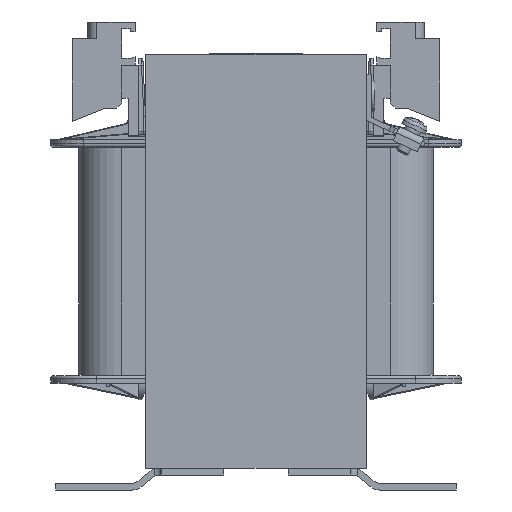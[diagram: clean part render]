
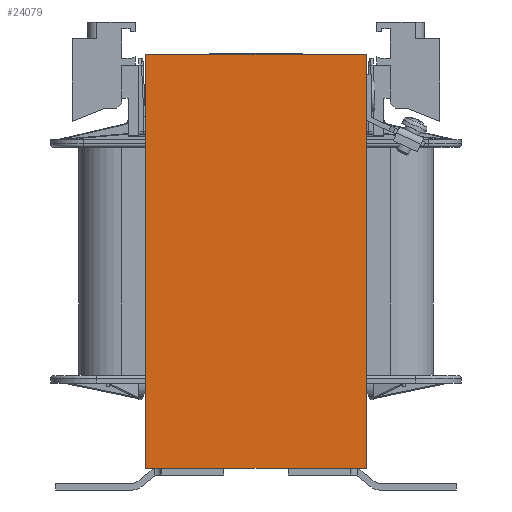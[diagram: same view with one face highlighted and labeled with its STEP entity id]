
A CAD part, left-side view. The second image highlights one B-rep face of the part: STEP entity #24079.
In plain terms, the highlighted planar face has unit normal (-1, 0, 0).
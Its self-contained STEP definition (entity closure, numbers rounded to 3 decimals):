
#2921=FACE_OUTER_BOUND('',#4157,.T.);
#4157=EDGE_LOOP('',(#16332,#16333,#16334,#16335,#16336,#16337,#16338,#16339));
#5435=LINE('',#33901,#7909);
#5450=LINE('',#33943,#7924);
#5476=LINE('',#34007,#7950);
#5477=LINE('',#34009,#7951);
#5478=LINE('',#34011,#7952);
#5479=LINE('',#34013,#7953);
#5480=LINE('',#34015,#7954);
#5481=LINE('',#34016,#7955);
#7909=VECTOR('',#27355,10.);
#7924=VECTOR('',#27384,10.);
#7950=VECTOR('',#27448,10.);
#7951=VECTOR('',#27449,10.);
#7952=VECTOR('',#27450,10.);
#7953=VECTOR('',#27451,10.);
#7954=VECTOR('',#27452,10.);
#7955=VECTOR('',#27453,10.);
#10383=VERTEX_POINT('',#33898);
#10384=VERTEX_POINT('',#33900);
#10404=VERTEX_POINT('',#33941);
#10423=VERTEX_POINT('',#34006);
#10424=VERTEX_POINT('',#34008);
#10425=VERTEX_POINT('',#34010);
#10426=VERTEX_POINT('',#34012);
#10427=VERTEX_POINT('',#34014);
#12695=EDGE_CURVE('',#10384,#10383,#5435,.T.);
#12716=EDGE_CURVE('',#10404,#10383,#5450,.T.);
#12748=EDGE_CURVE('',#10404,#10423,#5476,.T.);
#12749=EDGE_CURVE('',#10423,#10424,#5477,.T.);
#12750=EDGE_CURVE('',#10425,#10424,#5478,.T.);
#12751=EDGE_CURVE('',#10425,#10426,#5479,.T.);
#12752=EDGE_CURVE('',#10427,#10426,#5480,.T.);
#12753=EDGE_CURVE('',#10427,#10384,#5481,.T.);
#16332=ORIENTED_EDGE('',*,*,#12748,.T.);
#16333=ORIENTED_EDGE('',*,*,#12749,.T.);
#16334=ORIENTED_EDGE('',*,*,#12750,.F.);
#16335=ORIENTED_EDGE('',*,*,#12751,.T.);
#16336=ORIENTED_EDGE('',*,*,#12752,.F.);
#16337=ORIENTED_EDGE('',*,*,#12753,.T.);
#16338=ORIENTED_EDGE('',*,*,#12695,.T.);
#16339=ORIENTED_EDGE('',*,*,#12716,.F.);
#23374=PLANE('',#25341);
#24079=ADVANCED_FACE('',(#2921),#23374,.T.);
#25341=AXIS2_PLACEMENT_3D('',#34005,#27446,#27447);
#27355=DIRECTION('',(0.,0.,1.));
#27384=DIRECTION('',(0.,-1.,0.));
#27446=DIRECTION('center_axis',(-1.,0.,0.));
#27447=DIRECTION('ref_axis',(0.,0.,1.));
#27448=DIRECTION('',(0.,0.,-1.));
#27449=DIRECTION('',(0.,-1.,0.));
#27450=DIRECTION('',(0.,1.,0.));
#27451=DIRECTION('',(0.,-1.,0.));
#27452=DIRECTION('',(0.,1.,0.));
#27453=DIRECTION('',(0.,-1.,0.));
#33898=CARTESIAN_POINT('',(-75.,-33.3,62.5));
#33900=CARTESIAN_POINT('',(-75.,-33.3,-62.5));
#33901=CARTESIAN_POINT('',(-75.,-33.3,62.5));
#33941=CARTESIAN_POINT('',(-75.,33.3,62.5));
#33943=CARTESIAN_POINT('',(-75.,0.,62.5));
#34005=CARTESIAN_POINT('Origin',(-75.,0.,62.5));
#34006=CARTESIAN_POINT('',(-75.,33.3,-62.5));
#34007=CARTESIAN_POINT('',(-75.,33.3,62.5));
#34008=CARTESIAN_POINT('',(-75.,28.6,-62.5));
#34009=CARTESIAN_POINT('',(-75.,0.,-62.5));
#34010=CARTESIAN_POINT('',(-75.,9.8,-62.5));
#34011=CARTESIAN_POINT('',(-75.,15.508,-62.5));
#34012=CARTESIAN_POINT('',(-75.,-9.8,-62.5));
#34013=CARTESIAN_POINT('',(-75.,0.,-62.5));
#34014=CARTESIAN_POINT('',(-75.,-28.6,-62.5));
#34015=CARTESIAN_POINT('',(-75.,-15.508,-62.5));
#34016=CARTESIAN_POINT('',(-75.,0.,-62.5));
